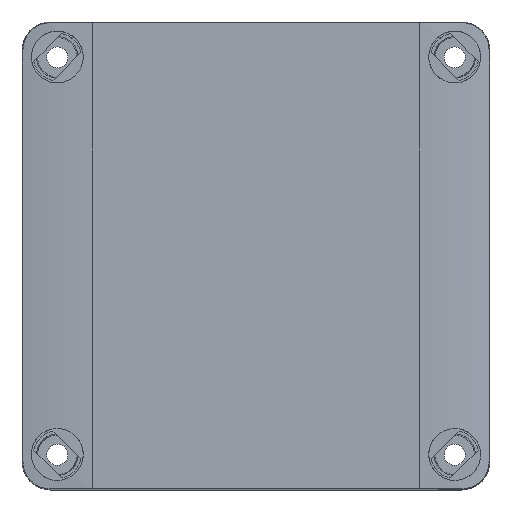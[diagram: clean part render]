
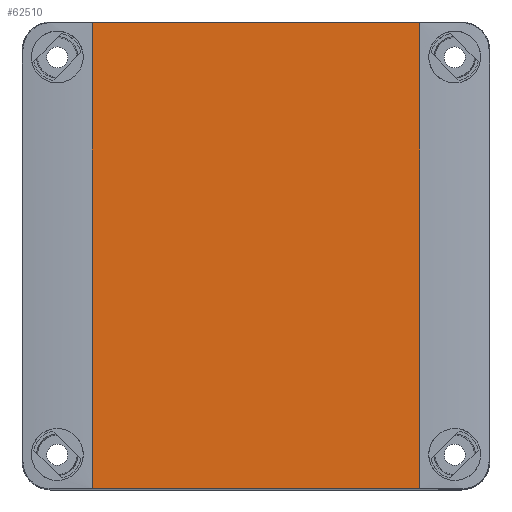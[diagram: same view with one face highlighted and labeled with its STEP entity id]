
A CAD part, top view. The second image highlights one B-rep face of the part: STEP entity #62510.
In plain terms, the highlighted face is planar.
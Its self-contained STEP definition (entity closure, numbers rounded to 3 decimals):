
#57158=DIRECTION('',(0.,0.,1.));
#57159=VECTOR('',#57158,99.651);
#57160=CARTESIAN_POINT('',(35.,10.,-49.825));
#57161=LINE('',#57160,#57159);
#57166=DIRECTION('',(-1.,0.,0.));
#57167=VECTOR('',#57166,70.);
#57168=CARTESIAN_POINT('',(35.,10.,49.825));
#57169=LINE('',#57168,#57167);
#57173=DIRECTION('',(-1.,0.,0.));
#57174=VECTOR('',#57173,70.);
#57175=CARTESIAN_POINT('',(35.,10.,-49.825));
#57176=LINE('',#57175,#57174);
#60629=DIRECTION('',(0.,0.,1.));
#60630=VECTOR('',#60629,99.651);
#60631=CARTESIAN_POINT('',(-35.,10.,-49.825));
#60632=LINE('',#60631,#60630);
#62146=CARTESIAN_POINT('',(35.,10.,-49.825));
#62147=CARTESIAN_POINT('',(35.,10.,49.825));
#62148=VERTEX_POINT('',#62146);
#62149=VERTEX_POINT('',#62147);
#62150=CARTESIAN_POINT('',(-35.,10.,-49.825));
#62151=CARTESIAN_POINT('',(-35.,10.,49.825));
#62152=VERTEX_POINT('',#62150);
#62153=VERTEX_POINT('',#62151);
#62495=CARTESIAN_POINT('',(35.,10.,-50.));
#62496=DIRECTION('',(0.,1.,0.));
#62497=DIRECTION('',(-1.,0.,0.));
#62498=AXIS2_PLACEMENT_3D('',#62495,#62496,#62497);
#62499=PLANE('',#62498);
#62501=ORIENTED_EDGE('',*,*,#62500,.T.);
#62503=ORIENTED_EDGE('',*,*,#62502,.T.);
#62505=ORIENTED_EDGE('',*,*,#62504,.F.);
#62507=ORIENTED_EDGE('',*,*,#62506,.F.);
#62508=EDGE_LOOP('',(#62501,#62503,#62505,#62507));
#62509=FACE_OUTER_BOUND('',#62508,.F.);
#62510=ADVANCED_FACE('',(#62509),#62499,.T.);
#62500=EDGE_CURVE('',#62148,#62149,#57161,.T.);
#62502=EDGE_CURVE('',#62149,#62153,#57169,.T.);
#62504=EDGE_CURVE('',#62152,#62153,#60632,.T.);
#62506=EDGE_CURVE('',#62148,#62152,#57176,.T.);
